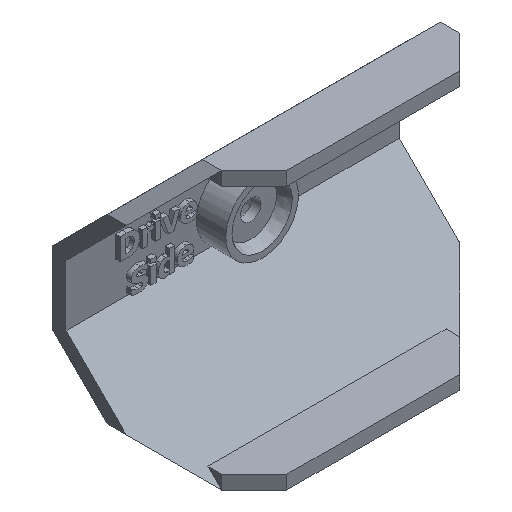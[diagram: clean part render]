
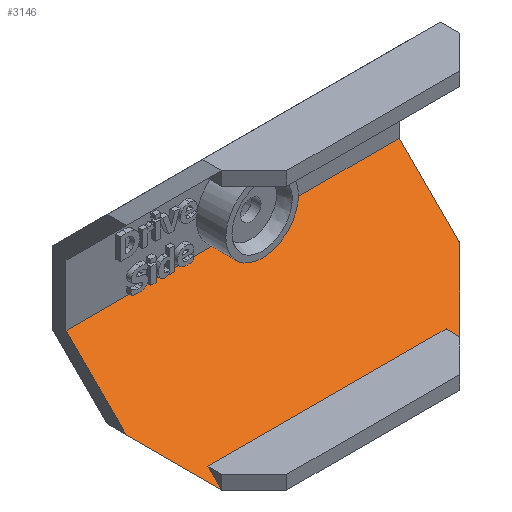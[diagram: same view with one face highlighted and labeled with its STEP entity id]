
A CAD part, isometric view. The second image highlights one B-rep face of the part: STEP entity #3146.
In plain terms, the highlighted planar face has unit normal (0, -0.707, 0.707).
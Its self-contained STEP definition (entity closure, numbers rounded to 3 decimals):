
#105=ELLIPSE('',#3279,5.657,4.);
#463=FACE_OUTER_BOUND('',#645,.T.);
#645=EDGE_LOOP('',(#2745,#2746,#2747,#2748,#2749,#2750,#2751,#2752,#2753,
#2754));
#909=LINE('',#5613,#1216);
#912=LINE('',#5633,#1219);
#915=LINE('',#5639,#1222);
#916=LINE('',#5641,#1223);
#917=LINE('',#5643,#1224);
#918=LINE('',#5645,#1225);
#919=LINE('',#5647,#1226);
#920=LINE('',#5649,#1227);
#921=LINE('',#5650,#1228);
#1216=VECTOR('',#3711,10.);
#1219=VECTOR('',#3736,10.);
#1222=VECTOR('',#3741,10.);
#1223=VECTOR('',#3742,10.);
#1224=VECTOR('',#3743,10.);
#1225=VECTOR('',#3744,10.);
#1226=VECTOR('',#3745,10.);
#1227=VECTOR('',#3746,10.);
#1228=VECTOR('',#3747,10.);
#1526=VERTEX_POINT('',#5604);
#1530=VERTEX_POINT('',#5611);
#1535=VERTEX_POINT('',#5628);
#1536=VERTEX_POINT('',#5632);
#1538=VERTEX_POINT('',#5638);
#1539=VERTEX_POINT('',#5640);
#1540=VERTEX_POINT('',#5642);
#1541=VERTEX_POINT('',#5644);
#1542=VERTEX_POINT('',#5646);
#1543=VERTEX_POINT('',#5648);
#1941=EDGE_CURVE('',#1526,#1530,#909,.T.);
#1948=EDGE_CURVE('',#1535,#1526,#105,.T.);
#1950=EDGE_CURVE('',#1535,#1536,#912,.T.);
#1953=EDGE_CURVE('',#1530,#1538,#915,.T.);
#1954=EDGE_CURVE('',#1538,#1539,#916,.T.);
#1955=EDGE_CURVE('',#1540,#1539,#917,.T.);
#1956=EDGE_CURVE('',#1540,#1541,#918,.T.);
#1957=EDGE_CURVE('',#1541,#1542,#919,.T.);
#1958=EDGE_CURVE('',#1543,#1542,#920,.T.);
#1959=EDGE_CURVE('',#1536,#1543,#921,.T.);
#2745=ORIENTED_EDGE('',*,*,#1948,.T.);
#2746=ORIENTED_EDGE('',*,*,#1941,.T.);
#2747=ORIENTED_EDGE('',*,*,#1953,.T.);
#2748=ORIENTED_EDGE('',*,*,#1954,.T.);
#2749=ORIENTED_EDGE('',*,*,#1955,.F.);
#2750=ORIENTED_EDGE('',*,*,#1956,.T.);
#2751=ORIENTED_EDGE('',*,*,#1957,.T.);
#2752=ORIENTED_EDGE('',*,*,#1958,.F.);
#2753=ORIENTED_EDGE('',*,*,#1959,.F.);
#2754=ORIENTED_EDGE('',*,*,#1950,.F.);
#2982=PLANE('',#3282);
#3146=ADVANCED_FACE('',(#463),#2982,.T.);
#3279=AXIS2_PLACEMENT_3D('',#5629,#3730,#3731);
#3282=AXIS2_PLACEMENT_3D('',#5637,#3739,#3740);
#3711=DIRECTION('',(-1.,0.,0.));
#3730=DIRECTION('center_axis',(0.,0.707,-0.707));
#3731=DIRECTION('ref_axis',(0.,-0.707,-0.707));
#3736=DIRECTION('',(1.,0.,0.));
#3739=DIRECTION('center_axis',(0.,-0.707,0.707));
#3740=DIRECTION('ref_axis',(0.,-0.707,-0.707));
#3741=DIRECTION('',(0.,-0.707,-0.707));
#3742=DIRECTION('',(0.577,-0.577,-0.577));
#3743=DIRECTION('',(0.,-0.707,-0.707));
#3744=DIRECTION('',(1.,0.,0.));
#3745=DIRECTION('',(0.,-0.707,-0.707));
#3746=DIRECTION('',(-0.577,-0.577,-0.577));
#3747=DIRECTION('',(0.,-0.707,-0.707));
#5604=CARTESIAN_POINT('',(34.445,30.5,-3.354));
#5611=CARTESIAN_POINT('',(18.25,30.5,-3.354));
#5613=CARTESIAN_POINT('',(58.5,30.5,-3.354));
#5628=CARTESIAN_POINT('',(38.805,30.5,-3.354));
#5629=CARTESIAN_POINT('Origin',(36.625,33.854,0.));
#5632=CARTESIAN_POINT('',(55.,30.5,-3.354));
#5633=CARTESIAN_POINT('',(18.25,30.5,-3.354));
#5637=CARTESIAN_POINT('Origin',(18.25,30.5,-3.354));
#5638=CARTESIAN_POINT('',(18.25,23.854,-10.));
#5639=CARTESIAN_POINT('',(18.25,30.5,-3.354));
#5640=CARTESIAN_POINT('',(23.5,18.604,-15.25));
#5641=CARTESIAN_POINT('',(26.435,15.669,-18.185));
#5642=CARTESIAN_POINT('',(23.5,20.104,-13.75));
#5643=CARTESIAN_POINT('',(23.5,24.552,-9.302));
#5644=CARTESIAN_POINT('',(49.75,20.104,-13.75));
#5645=CARTESIAN_POINT('',(27.5,20.104,-13.75));
#5646=CARTESIAN_POINT('',(49.75,18.604,-15.25));
#5647=CARTESIAN_POINT('',(49.75,24.552,-9.302));
#5648=CARTESIAN_POINT('',(55.,23.854,-10.));
#5649=CARTESIAN_POINT('',(46.815,15.669,-18.185));
#5650=CARTESIAN_POINT('',(55.,30.5,-3.354));
